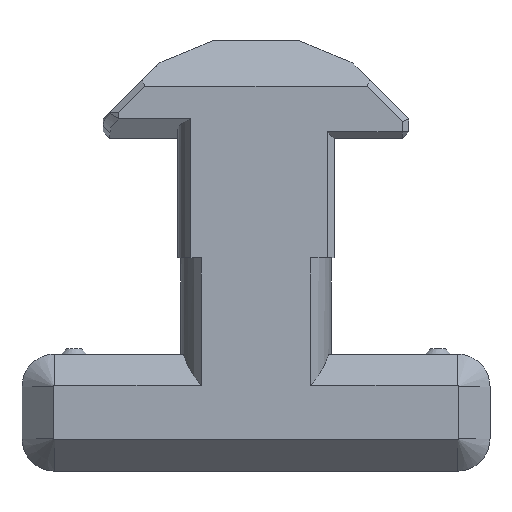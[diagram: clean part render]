
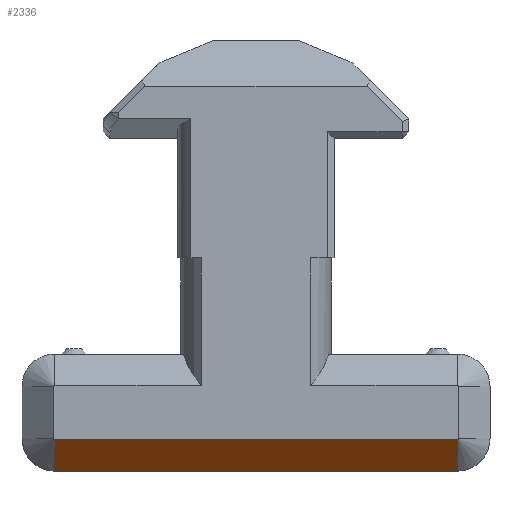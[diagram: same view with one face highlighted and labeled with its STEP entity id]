
A CAD part, front view. The second image highlights one B-rep face of the part: STEP entity #2336.
In plain terms, the highlighted planar face has unit normal (0, -0.707, -0.707).
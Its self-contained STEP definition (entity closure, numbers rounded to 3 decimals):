
#11 = DIRECTION ( 'NONE',  ( -1., 0., 0. ) ) ;
#128 = DIRECTION ( 'NONE',  ( 0., -0.707, 0.707 ) ) ;
#194 = VERTEX_POINT ( 'NONE', #679 ) ;
#330 = EDGE_CURVE ( 'NONE', #1823, #1855, #1803, .T. ) ;
#355 = CARTESIAN_POINT ( 'NONE',  ( 0., -2., -3.3 ) ) ;
#550 = ORIENTED_EDGE ( 'NONE', *, *, #1152, .F. ) ;
#607 = LINE ( 'NONE', #355, #2225 ) ;
#666 = CARTESIAN_POINT ( 'NONE',  ( 7.76, -2.007, -3.293 ) ) ;
#670 = CARTESIAN_POINT ( 'NONE',  ( -7.75, -0.8, -4.5 ) ) ;
#679 = CARTESIAN_POINT ( 'NONE',  ( -7.75, -2., -3.3 ) ) ;
#694 = ORIENTED_EDGE ( 'NONE', *, *, #330, .T. ) ;
#716 = CARTESIAN_POINT ( 'NONE',  ( 0., -0.8, -4.5 ) ) ;
#828 = DIRECTION ( 'NONE',  ( 0., -0.707, 0.707 ) ) ;
#920 = EDGE_CURVE ( 'NONE', #1966, #1823, #1355, .T. ) ;
#1004 = CARTESIAN_POINT ( 'NONE',  ( 7.75, -0.8, -4.5 ) ) ;
#1107 = ORIENTED_EDGE ( 'NONE', *, *, #1587, .F. ) ;
#1152 = EDGE_CURVE ( 'NONE', #194, #1855, #607, .T. ) ;
#1191 = DIRECTION ( 'NONE',  ( 1., 0., 0. ) ) ;
#1330 = PLANE ( 'NONE',  #2500 ) ;
#1355 = LINE ( 'NONE', #716, #2308 ) ;
#1511 = DIRECTION ( 'NONE',  ( 0., -0.707, -0.707 ) ) ;
#1587 = EDGE_CURVE ( 'NONE', #1966, #194, #1869, .T. ) ;
#1600 = CARTESIAN_POINT ( 'NONE',  ( 7.75, -1.4, -3.9 ) ) ;
#1706 = VECTOR ( 'NONE', #828, 1000. ) ;
#1749 = DIRECTION ( 'NONE',  ( 1., 0., 0. ) ) ;
#1803 = LINE ( 'NONE', #1600, #2539 ) ;
#1823 = VERTEX_POINT ( 'NONE', #1004 ) ;
#1841 = CARTESIAN_POINT ( 'NONE',  ( 7.75, -2., -3.3 ) ) ;
#1855 = VERTEX_POINT ( 'NONE', #1841 ) ;
#1869 = LINE ( 'NONE', #2689, #1706 ) ;
#1966 = VERTEX_POINT ( 'NONE', #670 ) ;
#1993 = EDGE_LOOP ( 'NONE', ( #1107, #2329, #694, #550 ) ) ;
#2112 = FACE_OUTER_BOUND ( 'NONE', #1993, .T. ) ;
#2225 = VECTOR ( 'NONE', #1191, 1000. ) ;
#2308 = VECTOR ( 'NONE', #1749, 1000. ) ;
#2329 = ORIENTED_EDGE ( 'NONE', *, *, #920, .T. ) ;
#2336 = ADVANCED_FACE ( 'NONE', ( #2112 ), #1330, .T. ) ;
#2500 = AXIS2_PLACEMENT_3D ( 'NONE', #666, #1511, #11 ) ;
#2539 = VECTOR ( 'NONE', #128, 1000. ) ;
#2689 = CARTESIAN_POINT ( 'NONE',  ( -7.75, -1.4, -3.9 ) ) ;
